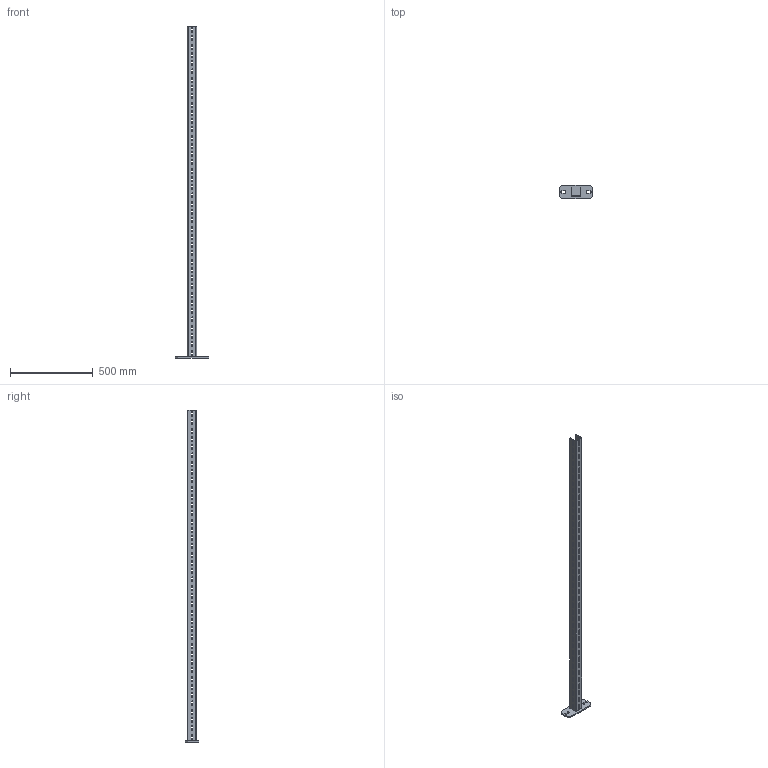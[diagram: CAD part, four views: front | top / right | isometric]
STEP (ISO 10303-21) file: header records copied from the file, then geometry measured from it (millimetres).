
FILE_DESCRIPTION(/* description */ (''),/* implementation_level */ '2;1');
FILE_NAME(/* name */ 'WPCT2000.stp',/* time_stamp */ '2020-11-18T13:40:06+01:00',/* author */ ('stanislaw.luczak'),/* organization */ (''),/* preprocessor_version */ 'ST-DEVELOPER v18.1',/* originating_system */ 'Autodesk Inventor 2021',/* authorisation */ '');
FILE_SCHEMA (('AUTOMOTIVE_DESIGN { 1 0 10303 214 3 1 1 }'));
Length unit declared in the file: millimetre
Products named in the file (3): WPCT2000; Ceownik2000; Podstawa
Assembly tree (2 placements, depth 2):
  WPCT2000
    Ceownik2000
    Podstawa
Bounding box: 200 x 80 x 2008 mm (x, y, z)
Volume: 881389.1 mm3; surface area: 582926.7 mm2
Topology: 2 solids, 2 shells, 520 faces, 1532 edges, 1016 vertices
Faces by surface type: plane 272, cylinder 248
Entity records: 18026 total; most frequent: DIRECTION 3078, CARTESIAN_POINT 3073, ORIENTED_EDGE 3064, EDGE_CURVE 1532, LINE 1036, VECTOR 1036, AXIS2_PLACEMENT_3D 1021, VERTEX_POINT 1016
